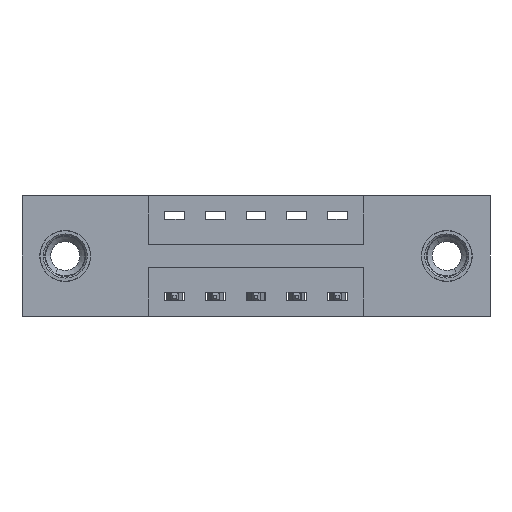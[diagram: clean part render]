
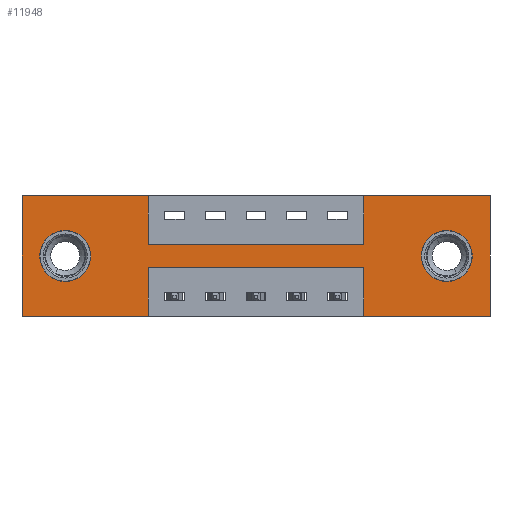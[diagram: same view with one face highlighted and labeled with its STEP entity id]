
A CAD part, front view. The second image highlights one B-rep face of the part: STEP entity #11948.
In plain terms, the highlighted planar face has unit normal (0, -1, 0).
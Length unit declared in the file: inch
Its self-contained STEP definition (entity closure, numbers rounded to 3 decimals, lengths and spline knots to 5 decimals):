
#17 = LINE ( 'NONE', #1026, #4444 ) ;
#28 = EDGE_CURVE ( 'NONE', #260, #845, #928, .T. ) ;
#40 = LINE ( 'NONE', #3134, #2350 ) ;
#211 = CARTESIAN_POINT ( 'NONE',  ( 0.1325, 0., -0.107 ) ) ;
#260 = VERTEX_POINT ( 'NONE', #10745 ) ;
#349 = CARTESIAN_POINT ( 'NONE',  ( 1.435, 0., 0. ) ) ;
#495 = VERTEX_POINT ( 'NONE', #10261 ) ;
#497 = CARTESIAN_POINT ( 'NONE',  ( 0.3875, 0., -0.37 ) ) ;
#707 = VERTEX_POINT ( 'NONE', #497 ) ;
#723 = LINE ( 'NONE', #9252, #5777 ) ;
#777 = VERTEX_POINT ( 'NONE', #6555 ) ;
#845 = VERTEX_POINT ( 'NONE', #10795 ) ;
#928 = LINE ( 'NONE', #7860, #7540 ) ;
#1026 = CARTESIAN_POINT ( 'NONE',  ( 0., 0., 0. ) ) ;
#1183 = ORIENTED_EDGE ( 'NONE', *, *, #28, .F. ) ;
#1267 = ORIENTED_EDGE ( 'NONE', *, *, #4098, .F. ) ;
#1290 = DIRECTION ( 'NONE',  ( 1., 0., 0. ) ) ;
#1542 = EDGE_CURVE ( 'NONE', #845, #1889, #17, .T. ) ;
#1691 = EDGE_CURVE ( 'NONE', #9153, #3587, #11148, .T. ) ;
#1768 = VECTOR ( 'NONE', #7038, 39.37008 ) ;
#1780 = DIRECTION ( 'NONE',  ( 0., 1., 0. ) ) ;
#1792 = ORIENTED_EDGE ( 'NONE', *, *, #10880, .T. ) ;
#1887 = FACE_BOUND ( 'NONE', #8150, .T. ) ;
#1889 = VERTEX_POINT ( 'NONE', #12371 ) ;
#1921 = DIRECTION ( 'NONE',  ( 0., 0., -1. ) ) ;
#1940 = CIRCLE ( 'NONE', #2848, 0.078 ) ;
#2039 = PLANE ( 'NONE',  #11723 ) ;
#2049 = CARTESIAN_POINT ( 'NONE',  ( 0., 0., -0.37 ) ) ;
#2173 = ORIENTED_EDGE ( 'NONE', *, *, #8636, .T. ) ;
#2350 = VECTOR ( 'NONE', #6044, 39.37008 ) ;
#2464 = VECTOR ( 'NONE', #11804, 39.37008 ) ;
#2671 = CARTESIAN_POINT ( 'NONE',  ( 0.1325, 0., -0.185 ) ) ;
#2797 = DIRECTION ( 'NONE',  ( 0., 1., 0. ) ) ;
#2846 = EDGE_CURVE ( 'NONE', #8143, #7137, #723, .T. ) ;
#2848 = AXIS2_PLACEMENT_3D ( 'NONE', #8720, #2797, #10590 ) ;
#2862 = VERTEX_POINT ( 'NONE', #10209 ) ;
#2902 = LINE ( 'NONE', #8708, #2464 ) ;
#3124 = LINE ( 'NONE', #3265, #9693 ) ;
#3134 = CARTESIAN_POINT ( 'NONE',  ( 0.3875, 0., -0.22 ) ) ;
#3206 = EDGE_LOOP ( 'NONE', ( #10211, #1792 ) ) ;
#3265 = CARTESIAN_POINT ( 'NONE',  ( 1.435, 0., 0. ) ) ;
#3276 = CARTESIAN_POINT ( 'NONE',  ( 1.0475, 0., 0. ) ) ;
#3303 = DIRECTION ( 'NONE',  ( 0., -1., 0. ) ) ;
#3552 = CIRCLE ( 'NONE', #3968, 0.078 ) ;
#3587 = VERTEX_POINT ( 'NONE', #349 ) ;
#3740 = AXIS2_PLACEMENT_3D ( 'NONE', #4806, #8853, #1921 ) ;
#3968 = AXIS2_PLACEMENT_3D ( 'NONE', #10621, #12027, #5221 ) ;
#4098 = EDGE_CURVE ( 'NONE', #7788, #9614, #6784, .T. ) ;
#4264 = CIRCLE ( 'NONE', #3740, 0.078 ) ;
#4303 = DIRECTION ( 'NONE',  ( 0., 0., -1. ) ) ;
#4394 = LINE ( 'NONE', #8884, #6115 ) ;
#4444 = VECTOR ( 'NONE', #1290, 39.37008 ) ;
#4481 = LINE ( 'NONE', #11045, #6836 ) ;
#4571 = VERTEX_POINT ( 'NONE', #211 ) ;
#4700 = ORIENTED_EDGE ( 'NONE', *, *, #8783, .F. ) ;
#4806 = CARTESIAN_POINT ( 'NONE',  ( 1.3025, 0., -0.185 ) ) ;
#4832 = ORIENTED_EDGE ( 'NONE', *, *, #10047, .F. ) ;
#4933 = ORIENTED_EDGE ( 'NONE', *, *, #2846, .F. ) ;
#4955 = LINE ( 'NONE', #8733, #6669 ) ;
#5175 = EDGE_CURVE ( 'NONE', #7137, #9153, #2902, .T. ) ;
#5221 = DIRECTION ( 'NONE',  ( 0., 0., 1. ) ) ;
#5315 = DIRECTION ( 'NONE',  ( 0., 0., -1. ) ) ;
#5370 = DIRECTION ( 'NONE',  ( 1., 0., 0. ) ) ;
#5448 = CARTESIAN_POINT ( 'NONE',  ( 0.3875, 0., -0.15 ) ) ;
#5777 = VECTOR ( 'NONE', #5370, 39.37008 ) ;
#5807 = ORIENTED_EDGE ( 'NONE', *, *, #5175, .F. ) ;
#6044 = DIRECTION ( 'NONE',  ( -1., 0., 0. ) ) ;
#6061 = CARTESIAN_POINT ( 'NONE',  ( 1.0475, 0., -0.37 ) ) ;
#6115 = VECTOR ( 'NONE', #9900, 39.37008 ) ;
#6172 = DIRECTION ( 'NONE',  ( 0., 0., 1. ) ) ;
#6555 = CARTESIAN_POINT ( 'NONE',  ( 0.3875, 0., -0.22 ) ) ;
#6667 = EDGE_CURVE ( 'NONE', #3587, #2862, #3124, .T. ) ;
#6669 = VECTOR ( 'NONE', #8905, 39.37008 ) ;
#6784 = LINE ( 'NONE', #7018, #9915 ) ;
#6836 = VECTOR ( 'NONE', #7383, 39.37008 ) ;
#7018 = CARTESIAN_POINT ( 'NONE',  ( 1.0475, 0., -0.37 ) ) ;
#7038 = DIRECTION ( 'NONE',  ( -1., 0., 0. ) ) ;
#7137 = VERTEX_POINT ( 'NONE', #10312 ) ;
#7159 = ORIENTED_EDGE ( 'NONE', *, *, #11704, .F. ) ;
#7296 = ORIENTED_EDGE ( 'NONE', *, *, #6667, .F. ) ;
#7383 = DIRECTION ( 'NONE',  ( -1., 0., 0. ) ) ;
#7407 = EDGE_CURVE ( 'NONE', #2862, #7788, #4481, .T. ) ;
#7486 = AXIS2_PLACEMENT_3D ( 'NONE', #2671, #1780, #11616 ) ;
#7512 = EDGE_CURVE ( 'NONE', #1889, #8143, #4955, .T. ) ;
#7540 = VECTOR ( 'NONE', #6172, 39.37008 ) ;
#7788 = VERTEX_POINT ( 'NONE', #6061 ) ;
#7818 = EDGE_CURVE ( 'NONE', #11310, #4571, #3552, .T. ) ;
#7860 = CARTESIAN_POINT ( 'NONE',  ( 0., 0., 0. ) ) ;
#8073 = CARTESIAN_POINT ( 'NONE',  ( 1.3025, 0., -0.107 ) ) ;
#8143 = VERTEX_POINT ( 'NONE', #5448 ) ;
#8150 = EDGE_LOOP ( 'NONE', ( #2173, #9074 ) ) ;
#8257 = CARTESIAN_POINT ( 'NONE',  ( 0.1325, 0., -0.263 ) ) ;
#8367 = CARTESIAN_POINT ( 'NONE',  ( 1.0475, 0., -0.22 ) ) ;
#8489 = VECTOR ( 'NONE', #9823, 39.37008 ) ;
#8510 = FACE_OUTER_BOUND ( 'NONE', #8835, .T. ) ;
#8620 = ORIENTED_EDGE ( 'NONE', *, *, #7512, .F. ) ;
#8636 = EDGE_CURVE ( 'NONE', #4571, #11310, #10215, .T. ) ;
#8708 = CARTESIAN_POINT ( 'NONE',  ( 1.0475, 0., 0. ) ) ;
#8720 = CARTESIAN_POINT ( 'NONE',  ( 1.3025, 0., -0.185 ) ) ;
#8733 = CARTESIAN_POINT ( 'NONE',  ( 0.3875, 0., 0. ) ) ;
#8783 = EDGE_CURVE ( 'NONE', #777, #707, #4394, .T. ) ;
#8835 = EDGE_LOOP ( 'NONE', ( #4700, #4832, #1267, #9078, #7296, #11861, #5807, #4933, #8620, #12183, #1183, #7159 ) ) ;
#8853 = DIRECTION ( 'NONE',  ( 0., 1., 0. ) ) ;
#8884 = CARTESIAN_POINT ( 'NONE',  ( 0.3875, 0., -0.37 ) ) ;
#8905 = DIRECTION ( 'NONE',  ( 0., 0., -1. ) ) ;
#9017 = DIRECTION ( 'NONE',  ( 0., 0., 1. ) ) ;
#9074 = ORIENTED_EDGE ( 'NONE', *, *, #7818, .T. ) ;
#9078 = ORIENTED_EDGE ( 'NONE', *, *, #7407, .F. ) ;
#9153 = VERTEX_POINT ( 'NONE', #3276 ) ;
#9156 = LINE ( 'NONE', #2049, #1768 ) ;
#9252 = CARTESIAN_POINT ( 'NONE',  ( 0.3875, 0., -0.15 ) ) ;
#9357 = EDGE_CURVE ( 'NONE', #10982, #495, #1940, .T. ) ;
#9614 = VERTEX_POINT ( 'NONE', #8367 ) ;
#9693 = VECTOR ( 'NONE', #4303, 39.37008 ) ;
#9786 = CARTESIAN_POINT ( 'NONE',  ( 0., 0., 0. ) ) ;
#9823 = DIRECTION ( 'NONE',  ( 1., 0., 0. ) ) ;
#9900 = DIRECTION ( 'NONE',  ( 0., 0., -1. ) ) ;
#9915 = VECTOR ( 'NONE', #9017, 39.37008 ) ;
#10047 = EDGE_CURVE ( 'NONE', #9614, #777, #40, .T. ) ;
#10157 = CARTESIAN_POINT ( 'NONE',  ( 0., 0., -0.37 ) ) ;
#10209 = CARTESIAN_POINT ( 'NONE',  ( 1.435, 0., -0.37 ) ) ;
#10211 = ORIENTED_EDGE ( 'NONE', *, *, #9357, .T. ) ;
#10215 = CIRCLE ( 'NONE', #7486, 0.078 ) ;
#10261 = CARTESIAN_POINT ( 'NONE',  ( 1.3025, 0., -0.263 ) ) ;
#10312 = CARTESIAN_POINT ( 'NONE',  ( 1.0475, 0., -0.15 ) ) ;
#10376 = FACE_BOUND ( 'NONE', #3206, .T. ) ;
#10590 = DIRECTION ( 'NONE',  ( 0., 0., -1. ) ) ;
#10621 = CARTESIAN_POINT ( 'NONE',  ( 0.1325, 0., -0.185 ) ) ;
#10745 = CARTESIAN_POINT ( 'NONE',  ( 0., 0., -0.37 ) ) ;
#10795 = CARTESIAN_POINT ( 'NONE',  ( 0., 0., 0. ) ) ;
#10880 = EDGE_CURVE ( 'NONE', #495, #10982, #4264, .T. ) ;
#10982 = VERTEX_POINT ( 'NONE', #8073 ) ;
#11045 = CARTESIAN_POINT ( 'NONE',  ( 0., 0., -0.37 ) ) ;
#11148 = LINE ( 'NONE', #9786, #8489 ) ;
#11310 = VERTEX_POINT ( 'NONE', #8257 ) ;
#11616 = DIRECTION ( 'NONE',  ( 0., 0., 1. ) ) ;
#11704 = EDGE_CURVE ( 'NONE', #707, #260, #9156, .T. ) ;
#11723 = AXIS2_PLACEMENT_3D ( 'NONE', #10157, #3303, #5315 ) ;
#11804 = DIRECTION ( 'NONE',  ( 0., 0., 1. ) ) ;
#11861 = ORIENTED_EDGE ( 'NONE', *, *, #1691, .F. ) ;
#11948 = ADVANCED_FACE ( 'NONE', ( #10376, #1887, #8510 ), #2039, .T. ) ;
#12027 = DIRECTION ( 'NONE',  ( 0., 1., 0. ) ) ;
#12183 = ORIENTED_EDGE ( 'NONE', *, *, #1542, .F. ) ;
#12371 = CARTESIAN_POINT ( 'NONE',  ( 0.3875, 0., 0. ) ) ;
